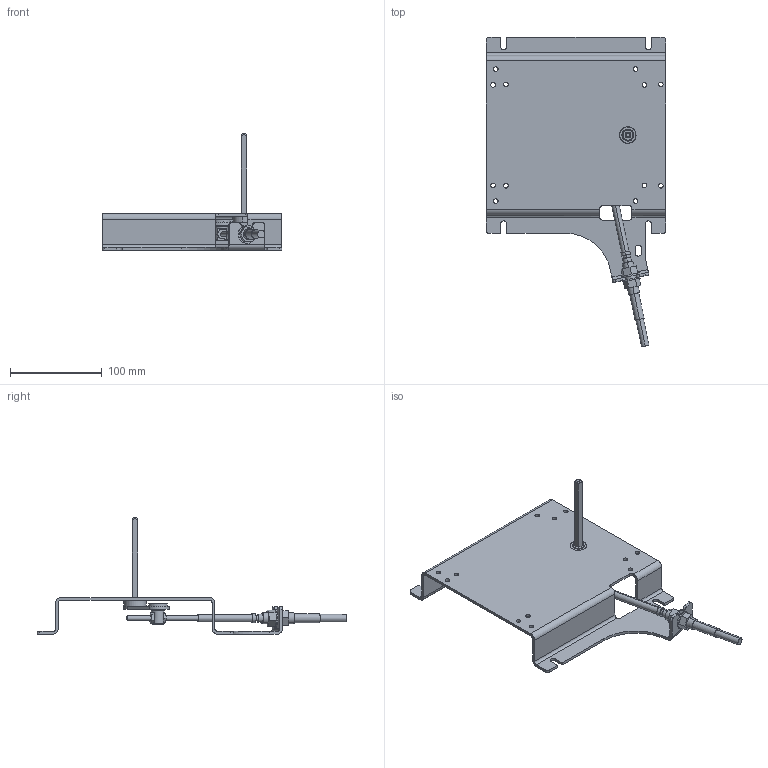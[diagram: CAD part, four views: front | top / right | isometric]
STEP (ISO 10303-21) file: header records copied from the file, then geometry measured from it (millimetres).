
FILE_DESCRIPTION((''),'2;1');
FILE_NAME('GMX32','2023-10-05T08:37:10',('FIANLEH10'),(''),'CREO PARAMETRIC BY PTC INC, 2020184','CREO PARAMETRIC BY PTC INC, 2020184','');
FILE_SCHEMA(('AUTOMOTIVE_DESIGN { 1 0 10303 214 1 1 1 1 }'));
Length unit declared in the file: millimetre
Products named in the file (1): GMX32
Bounding box: 196 x 338.01 x 127 mm (x, y, z)
Volume: 196518.7 mm3; surface area: 129320.8 mm2
Topology: 1 solids, 1 shells, 231 faces, 632 edges, 421 vertices
Faces by surface type: plane 116, cylinder 101, cone 14
Entity records: 9951 total; most frequent: CARTESIAN_POINT 1667, DIRECTION 1342, ORIENTED_EDGE 1264, EDGE_CURVE 632, AXIS2_PLACEMENT_3D 487, VERTEX_POINT 421, VECTOR 365, LINE 365
